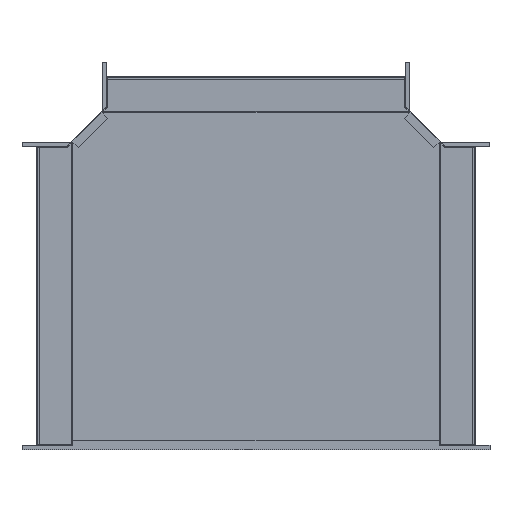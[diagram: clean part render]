
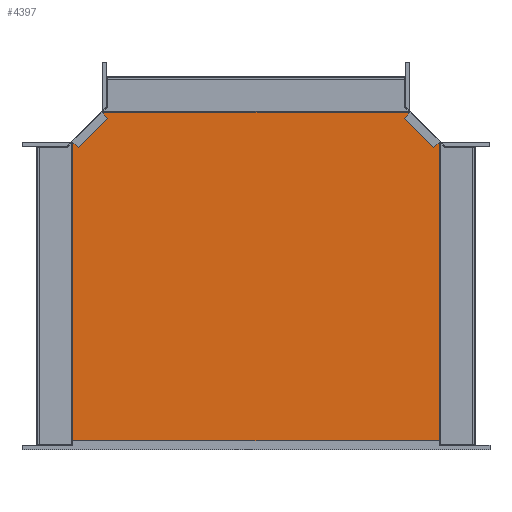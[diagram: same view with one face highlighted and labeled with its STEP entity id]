
A CAD part, front view. The second image highlights one B-rep face of the part: STEP entity #4397.
In plain terms, the highlighted planar face has unit normal (0, -1, 0).
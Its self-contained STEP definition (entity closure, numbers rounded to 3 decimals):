
#5 = CARTESIAN_POINT ( 'NONE',  ( 0., 0., 6.5 ) ) ;
#16 = DIRECTION ( 'NONE',  ( 0., 0., 1. ) ) ;
#30 = DIRECTION ( 'NONE',  ( -1., 0., 0. ) ) ;
#37 = CARTESIAN_POINT ( 'NONE',  ( -247.604, 0., 541.969 ) ) ;
#38 = ORIENTED_EDGE ( 'NONE', *, *, #800, .F. ) ;
#92 = CARTESIAN_POINT ( 'NONE',  ( 295.987, 0., 493.506 ) ) ;
#109 = CARTESIAN_POINT ( 'NONE',  ( 296.134, 0., 6.5 ) ) ;
#204 = EDGE_CURVE ( 'NONE', #5659, #5236, #1012, .T. ) ;
#212 = ORIENTED_EDGE ( 'NONE', *, *, #1452, .T. ) ;
#323 = LINE ( 'NONE', #3956, #1898 ) ;
#358 = VECTOR ( 'NONE', #3860, 1000. ) ;
#379 = DIRECTION ( 'NONE',  ( -1., 0., 0. ) ) ;
#407 = LINE ( 'NONE', #1251, #2631 ) ;
#443 = CARTESIAN_POINT ( 'NONE',  ( -247.604, 0., 541.969 ) ) ;
#444 = CARTESIAN_POINT ( 'NONE',  ( 296.134, 0., 493.343 ) ) ;
#529 = EDGE_CURVE ( 'NONE', #5236, #1279, #4836, .T. ) ;
#583 = CARTESIAN_POINT ( 'NONE',  ( 247.604, 0., 541.969 ) ) ;
#589 = CARTESIAN_POINT ( 'NONE',  ( 295.073, 0., 0. ) ) ;
#593 = VERTEX_POINT ( 'NONE', #2981 ) ;
#610 = FACE_OUTER_BOUND ( 'NONE', #2559, .T. ) ;
#669 = DIRECTION ( 'NONE',  ( 0., 1., 0. ) ) ;
#717 = CARTESIAN_POINT ( 'NONE',  ( -295.073, 0., 0. ) ) ;
#734 = VERTEX_POINT ( 'NONE', #2767 ) ;
#783 = CARTESIAN_POINT ( 'NONE',  ( 295.719, 0., 493.854 ) ) ;
#798 = EDGE_CURVE ( 'NONE', #3541, #1279, #2825, .T. ) ;
#800 = EDGE_CURVE ( 'NONE', #5659, #4719, #4117, .T. ) ;
#896 = B_SPLINE_CURVE_WITH_KNOTS ( 'NONE', 3,
 ( #990, #2859, #92, #4603 ),
 .UNSPECIFIED., .F., .F.,
 ( 4, 4 ),
 ( 0.005, 0.006 ),
 .UNSPECIFIED. ) ;
#990 = CARTESIAN_POINT ( 'NONE',  ( 295.719, 0., 493.854 ) ) ;
#1012 = LINE ( 'NONE', #2593, #5736 ) ;
#1046 = EDGE_CURVE ( 'NONE', #4309, #4352, #2424, .T. ) ;
#1050 = CARTESIAN_POINT ( 'NONE',  ( -287.925, 0., 501.648 ) ) ;
#1063 = CARTESIAN_POINT ( 'NONE',  ( 247.093, 0., 542.384 ) ) ;
#1116 = DIRECTION ( 'NONE',  ( 0., 0., -1. ) ) ;
#1119 = EDGE_CURVE ( 'NONE', #5356, #5486, #323, .T. ) ;
#1131 = CARTESIAN_POINT ( 'NONE',  ( -295.719, 0., 493.854 ) ) ;
#1197 = AXIS2_PLACEMENT_3D ( 'NONE', #1545, #669, #2501 ) ;
#1251 = CARTESIAN_POINT ( 'NONE',  ( 295.719, 0., 6.5 ) ) ;
#1279 = VERTEX_POINT ( 'NONE', #5590 ) ;
#1452 = EDGE_CURVE ( 'NONE', #4352, #593, #1792, .T. ) ;
#1459 = CARTESIAN_POINT ( 'NONE',  ( -295.719, 0., 493.854 ) ) ;
#1469 = VERTEX_POINT ( 'NONE', #3448 ) ;
#1482 = EDGE_CURVE ( 'NONE', #3057, #3407, #4714, .T. ) ;
#1490 = EDGE_CURVE ( 'NONE', #1585, #3541, #2906, .T. ) ;
#1515 = CARTESIAN_POINT ( 'NONE',  ( 247.43, 0., 542.103 ) ) ;
#1545 = CARTESIAN_POINT ( 'NONE',  ( 0., 0., 0. ) ) ;
#1577 = CARTESIAN_POINT ( 'NONE',  ( 287.925, 0., 501.648 ) ) ;
#1585 = VERTEX_POINT ( 'NONE', #2145 ) ;
#1640 = CARTESIAN_POINT ( 'NONE',  ( 295.073, 0., 0. ) ) ;
#1792 = B_SPLINE_CURVE_WITH_KNOTS ( 'NONE', 3,
 ( #1131, #4795, #2054, #3852 ),
 .UNSPECIFIED., .F., .F.,
 ( 4, 4 ),
 ( 0.005, 0.006 ),
 .UNSPECIFIED. ) ;
#1865 = VECTOR ( 'NONE', #379, 1000. ) ;
#1866 = ORIENTED_EDGE ( 'NONE', *, *, #5715, .F. ) ;
#1898 = VECTOR ( 'NONE', #4861, 1000. ) ;
#1926 = ORIENTED_EDGE ( 'NONE', *, *, #1119, .F. ) ;
#2012 = B_SPLINE_CURVE_WITH_KNOTS ( 'NONE', 3,
 ( #583, #1515, #3353, #1063 ),
 .UNSPECIFIED., .F., .F.,
 ( 4, 4 ),
 ( 0.005, 0.006 ),
 .UNSPECIFIED. ) ;
#2029 = EDGE_CURVE ( 'NONE', #3407, #5356, #896, .T. ) ;
#2054 = CARTESIAN_POINT ( 'NONE',  ( -295.987, 0., 493.506 ) ) ;
#2120 = CARTESIAN_POINT ( 'NONE',  ( -295.073, 0., 6.5 ) ) ;
#2145 = CARTESIAN_POINT ( 'NONE',  ( 295.073, 0., 6.5 ) ) ;
#2148 = DIRECTION ( 'NONE',  ( 1., 0., 0. ) ) ;
#2393 = DIRECTION ( 'NONE',  ( 1., 0., 0. ) ) ;
#2424 = LINE ( 'NONE', #1050, #358 ) ;
#2434 = CARTESIAN_POINT ( 'NONE',  ( -296.134, 0., 6.5 ) ) ;
#2479 = VECTOR ( 'NONE', #16, 1000. ) ;
#2501 = DIRECTION ( 'NONE',  ( 0., 0., 1. ) ) ;
#2559 = EDGE_LOOP ( 'NONE', ( #4389, #2653, #1926, #3754, #3750, #4951, #1866, #5238, #3685, #212, #5175, #38, #2869, #5460, #3286, #3851 ) ) ;
#2593 = CARTESIAN_POINT ( 'NONE',  ( -295.073, 0., 6.5 ) ) ;
#2631 = VECTOR ( 'NONE', #2148, 1000. ) ;
#2653 = ORIENTED_EDGE ( 'NONE', *, *, #3724, .T. ) ;
#2754 = LINE ( 'NONE', #5096, #2479 ) ;
#2759 = VECTOR ( 'NONE', #30, 1000. ) ;
#2767 = CARTESIAN_POINT ( 'NONE',  ( 295.719, 0., 6.5 ) ) ;
#2809 = EDGE_CURVE ( 'NONE', #4719, #593, #2754, .T. ) ;
#2825 = LINE ( 'NONE', #5083, #2759 ) ;
#2859 = CARTESIAN_POINT ( 'NONE',  ( 295.853, 0., 493.68 ) ) ;
#2869 = ORIENTED_EDGE ( 'NONE', *, *, #204, .T. ) ;
#2906 = LINE ( 'NONE', #589, #2931 ) ;
#2931 = VECTOR ( 'NONE', #3419, 1000. ) ;
#2981 = CARTESIAN_POINT ( 'NONE',  ( -296.134, 0., 493.343 ) ) ;
#2993 = EDGE_CURVE ( 'NONE', #3057, #4511, #2012, .T. ) ;
#3057 = VERTEX_POINT ( 'NONE', #3942 ) ;
#3142 = B_SPLINE_CURVE_WITH_KNOTS ( 'NONE', 3,
 ( #37, #3649, #4099, #5580 ),
 .UNSPECIFIED., .F., .F.,
 ( 4, 4 ),
 ( 0.005, 0.006 ),
 .UNSPECIFIED. ) ;
#3286 = ORIENTED_EDGE ( 'NONE', *, *, #798, .F. ) ;
#3353 = CARTESIAN_POINT ( 'NONE',  ( 247.256, 0., 542.237 ) ) ;
#3355 = PLANE ( 'NONE',  #1197 ) ;
#3407 = VERTEX_POINT ( 'NONE', #783 ) ;
#3419 = DIRECTION ( 'NONE',  ( 0., 0., -1. ) ) ;
#3448 = CARTESIAN_POINT ( 'NONE',  ( -247.093, 0., 542.384 ) ) ;
#3500 = DIRECTION ( 'NONE',  ( 1., 0., 0. ) ) ;
#3541 = VERTEX_POINT ( 'NONE', #1640 ) ;
#3649 = CARTESIAN_POINT ( 'NONE',  ( -247.43, 0., 542.103 ) ) ;
#3658 = EDGE_CURVE ( 'NONE', #734, #1585, #4042, .T. ) ;
#3668 = DIRECTION ( 'NONE',  ( -1., 0., 0. ) ) ;
#3685 = ORIENTED_EDGE ( 'NONE', *, *, #1046, .T. ) ;
#3724 = EDGE_CURVE ( 'NONE', #734, #5486, #407, .T. ) ;
#3750 = ORIENTED_EDGE ( 'NONE', *, *, #1482, .F. ) ;
#3754 = ORIENTED_EDGE ( 'NONE', *, *, #2029, .F. ) ;
#3801 = DIRECTION ( 'NONE',  ( 0.707, 0., -0.707 ) ) ;
#3851 = ORIENTED_EDGE ( 'NONE', *, *, #1490, .F. ) ;
#3852 = CARTESIAN_POINT ( 'NONE',  ( -296.134, 0., 493.343 ) ) ;
#3860 = DIRECTION ( 'NONE',  ( -0.707, 0., -0.707 ) ) ;
#3880 = VECTOR ( 'NONE', #3801, 1000. ) ;
#3885 = VECTOR ( 'NONE', #3500, 1000. ) ;
#3903 = VECTOR ( 'NONE', #3668, 1000. ) ;
#3942 = CARTESIAN_POINT ( 'NONE',  ( 247.604, 0., 541.969 ) ) ;
#3946 = LINE ( 'NONE', #4010, #3885 ) ;
#3956 = CARTESIAN_POINT ( 'NONE',  ( 296.134, 0., 0. ) ) ;
#4010 = CARTESIAN_POINT ( 'NONE',  ( 0., 0., 542.384 ) ) ;
#4042 = LINE ( 'NONE', #5796, #1865 ) ;
#4099 = CARTESIAN_POINT ( 'NONE',  ( -247.256, 0., 542.237 ) ) ;
#4117 = LINE ( 'NONE', #5, #3903 ) ;
#4309 = VERTEX_POINT ( 'NONE', #443 ) ;
#4352 = VERTEX_POINT ( 'NONE', #1459 ) ;
#4389 = ORIENTED_EDGE ( 'NONE', *, *, #3658, .F. ) ;
#4397 = ADVANCED_FACE ( 'NONE', ( #610 ), #3355, .F. ) ;
#4511 = VERTEX_POINT ( 'NONE', #4907 ) ;
#4603 = CARTESIAN_POINT ( 'NONE',  ( 296.134, 0., 493.343 ) ) ;
#4714 = LINE ( 'NONE', #1577, #3880 ) ;
#4719 = VERTEX_POINT ( 'NONE', #2434 ) ;
#4795 = CARTESIAN_POINT ( 'NONE',  ( -295.853, 0., 493.68 ) ) ;
#4836 = LINE ( 'NONE', #717, #5545 ) ;
#4861 = DIRECTION ( 'NONE',  ( 0., 0., -1. ) ) ;
#4880 = CARTESIAN_POINT ( 'NONE',  ( -295.719, 0., 6.5 ) ) ;
#4907 = CARTESIAN_POINT ( 'NONE',  ( 247.093, 0., 542.384 ) ) ;
#4951 = ORIENTED_EDGE ( 'NONE', *, *, #2993, .T. ) ;
#5083 = CARTESIAN_POINT ( 'NONE',  ( 295.073, 0., 0. ) ) ;
#5096 = CARTESIAN_POINT ( 'NONE',  ( -296.134, 0., 0. ) ) ;
#5175 = ORIENTED_EDGE ( 'NONE', *, *, #2809, .F. ) ;
#5236 = VERTEX_POINT ( 'NONE', #2120 ) ;
#5238 = ORIENTED_EDGE ( 'NONE', *, *, #5794, .F. ) ;
#5356 = VERTEX_POINT ( 'NONE', #444 ) ;
#5460 = ORIENTED_EDGE ( 'NONE', *, *, #529, .T. ) ;
#5486 = VERTEX_POINT ( 'NONE', #109 ) ;
#5545 = VECTOR ( 'NONE', #1116, 1000. ) ;
#5580 = CARTESIAN_POINT ( 'NONE',  ( -247.093, 0., 542.384 ) ) ;
#5590 = CARTESIAN_POINT ( 'NONE',  ( -295.073, 0., 0. ) ) ;
#5659 = VERTEX_POINT ( 'NONE', #4880 ) ;
#5715 = EDGE_CURVE ( 'NONE', #1469, #4511, #3946, .T. ) ;
#5736 = VECTOR ( 'NONE', #2393, 1000. ) ;
#5794 = EDGE_CURVE ( 'NONE', #4309, #1469, #3142, .T. ) ;
#5796 = CARTESIAN_POINT ( 'NONE',  ( 295.073, 0., 6.5 ) ) ;
